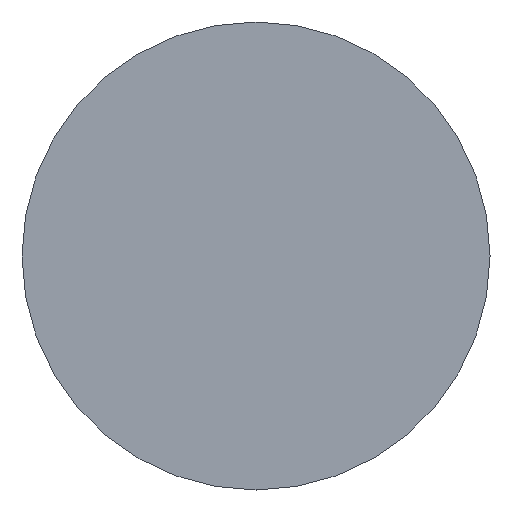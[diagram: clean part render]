
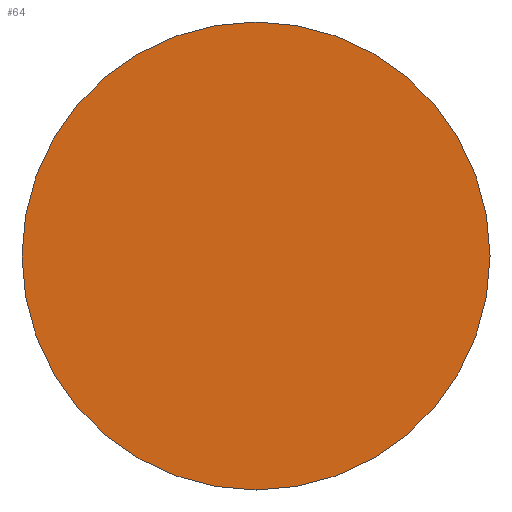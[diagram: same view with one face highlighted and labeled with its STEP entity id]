
A CAD part, front view. The second image highlights one B-rep face of the part: STEP entity #64.
In plain terms, the highlighted planar face has unit normal (0, -1, 0).
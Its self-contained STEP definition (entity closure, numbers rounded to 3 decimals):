
#19 = DIRECTION ( 'NONE',  ( 0., 0., -1. ) ) ;
#28 = CARTESIAN_POINT ( 'NONE',  ( 0., 0., 10. ) ) ;
#34 = AXIS2_PLACEMENT_3D ( 'NONE', #180, #50, #251 ) ;
#36 = DIRECTION ( 'NONE',  ( 0., -1., 0. ) ) ;
#46 = EDGE_CURVE ( 'NONE', #183, #122, #250, .T. ) ;
#50 = DIRECTION ( 'NONE',  ( 0., -1., 0. ) ) ;
#64 = ADVANCED_FACE ( 'NONE', ( #191 ), #245, .T. ) ;
#97 = AXIS2_PLACEMENT_3D ( 'NONE', #285, #36, #167 ) ;
#105 = ORIENTED_EDGE ( 'NONE', *, *, #46, .T. ) ;
#116 = ORIENTED_EDGE ( 'NONE', *, *, #274, .T. ) ;
#117 = AXIS2_PLACEMENT_3D ( 'NONE', #169, #200, #19 ) ;
#122 = VERTEX_POINT ( 'NONE', #205 ) ;
#167 = DIRECTION ( 'NONE',  ( 0., 0., -1. ) ) ;
#169 = CARTESIAN_POINT ( 'NONE',  ( 0., 0., 0. ) ) ;
#180 = CARTESIAN_POINT ( 'NONE',  ( 0., 0., 0. ) ) ;
#183 = VERTEX_POINT ( 'NONE', #28 ) ;
#191 = FACE_OUTER_BOUND ( 'NONE', #222, .T. ) ;
#200 = DIRECTION ( 'NONE',  ( 0., -1., 0. ) ) ;
#205 = CARTESIAN_POINT ( 'NONE',  ( 0., 0., -10. ) ) ;
#222 = EDGE_LOOP ( 'NONE', ( #116, #105 ) ) ;
#245 = PLANE ( 'NONE',  #34 ) ;
#250 = CIRCLE ( 'NONE', #117, 10. ) ;
#251 = DIRECTION ( 'NONE',  ( 0., 0., -1. ) ) ;
#270 = CIRCLE ( 'NONE', #97, 10. ) ;
#274 = EDGE_CURVE ( 'NONE', #122, #183, #270, .T. ) ;
#285 = CARTESIAN_POINT ( 'NONE',  ( 0., 0., 0. ) ) ;
